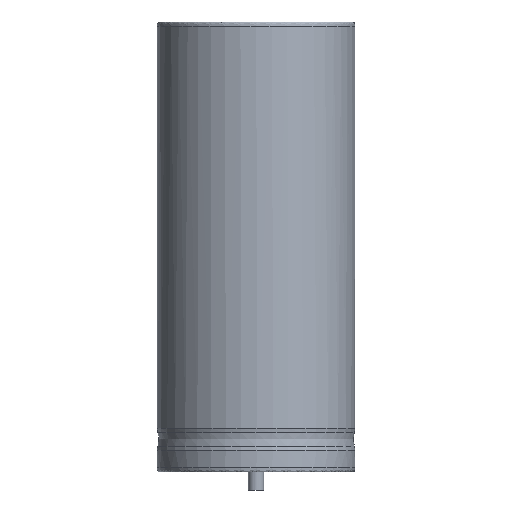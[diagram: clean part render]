
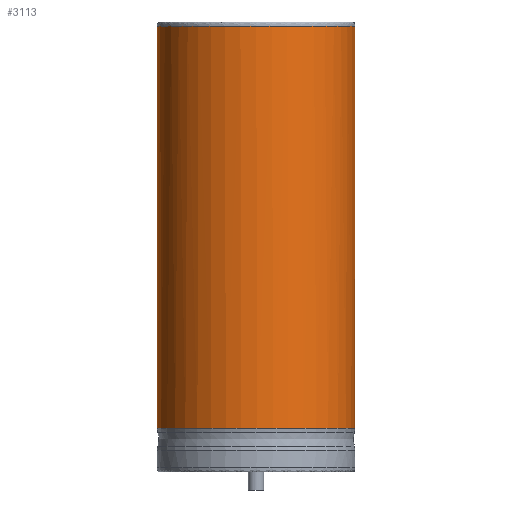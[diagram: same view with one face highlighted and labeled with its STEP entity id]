
A CAD part, left-side view. The second image highlights one B-rep face of the part: STEP entity #3113.
In plain terms, the highlighted free-form (B-spline) face has degree [2, 1] with [7, 2] control points.
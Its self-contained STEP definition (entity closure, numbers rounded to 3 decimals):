
#3113 = ADVANCED_FACE('',(#3114),#3182,.T.);
#3114 = FACE_BOUND('',#3115,.T.);
#3115 = EDGE_LOOP('',(#3116,#3130,#3137,#3177));
#3116 = ORIENTED_EDGE('',*,*,#3117,.T.);
#3117 = EDGE_CURVE('',#3118,#3120,#3122,.T.);
#3118 = VERTEX_POINT('',#3119);
#3119 = CARTESIAN_POINT('',(15.163,-4.21,49.545)
  );
#3120 = VERTEX_POINT('',#3121);
#3121 = CARTESIAN_POINT('',(15.163,4.21,49.545));
#3122 = ( BOUNDED_CURVE() B_SPLINE_CURVE(2,(#3123,#3124,#3125,#3126,
#3127,#3128,#3129),.UNSPECIFIED.,.F.,.F.) B_SPLINE_CURVE_WITH_KNOTS((3,2
    ,2,3),(0.,1.833,3.665,5.498),
.PIECEWISE_BEZIER_KNOTS.) CURVE() GEOMETRIC_REPRESENTATION_ITEM() 
RATIONAL_B_SPLINE_CURVE((1.,0.609,1.,0.609,1.,
0.609,1.)) REPRESENTATION_ITEM('') );
#3123 = CARTESIAN_POINT('',(15.163,-4.21,49.545)
  );
#3124 = CARTESIAN_POINT('',(9.677,-17.454,49.545));
#3125 = CARTESIAN_POINT('',(-1.696,-8.727,49.545)
  );
#3126 = CARTESIAN_POINT('',(-13.069,0.,
    49.545));
#3127 = CARTESIAN_POINT('',(-1.696,8.727,49.545));
#3128 = CARTESIAN_POINT('',(9.677,17.454,49.545));
#3129 = CARTESIAN_POINT('',(15.163,4.21,49.545));
#3130 = ORIENTED_EDGE('',*,*,#3131,.F.);
#3131 = EDGE_CURVE('',#3132,#3120,#3134,.T.);
#3132 = VERTEX_POINT('',#3133);
#3133 = CARTESIAN_POINT('',(15.163,4.21,
    4.852));
#3134 = B_SPLINE_CURVE_WITH_KNOTS('',1,(#3135,#3136),.UNSPECIFIED.,.F.,
  .F.,(2,2),(0.135,19.8),.PIECEWISE_BEZIER_KNOTS.);
#3135 = CARTESIAN_POINT('',(15.163,4.21,
    4.852));
#3136 = CARTESIAN_POINT('',(15.163,4.21,49.545));
#3137 = ORIENTED_EDGE('',*,*,#3138,.F.);
#3138 = EDGE_CURVE('',#3139,#3132,#3141,.T.);
#3139 = VERTEX_POINT('',#3140);
#3140 = CARTESIAN_POINT('',(15.163,-4.21,
    4.852));
#3141 = B_SPLINE_CURVE_WITH_KNOTS('',12,(#3142,#3143,#3144,#3145,#3146,
    #3147,#3148,#3149,#3150,#3151,#3152,#3153,#3154,#3155,#3156,#3157,
    #3158,#3159,#3160,#3161,#3162,#3163,#3164,#3165,#3166,#3167,#3168,
    #3169,#3170,#3171,#3172,#3173,#3174,#3175,#3176),.UNSPECIFIED.,.F.,
  .F.,(13,11,11,13),(-2.577,0.,60.476,
    63.052),.UNSPECIFIED.);
#3142 = CARTESIAN_POINT('',(16.149,-1.829,
    4.852));
#3143 = CARTESIAN_POINT('',(16.066,-2.029,
    4.852));
#3144 = CARTESIAN_POINT('',(15.983,-2.228,
    4.852));
#3145 = CARTESIAN_POINT('',(15.901,-2.427,
    4.852));
#3146 = CARTESIAN_POINT('',(15.818,-2.626,
    4.852));
#3147 = CARTESIAN_POINT('',(15.736,-2.825,
    4.852));
#3148 = CARTESIAN_POINT('',(15.654,-3.024,
    4.852));
#3149 = CARTESIAN_POINT('',(15.572,-3.222,
    4.852));
#3150 = CARTESIAN_POINT('',(15.49,-3.42,
    4.852));
#3151 = CARTESIAN_POINT('',(15.408,-3.618,
    4.852));
#3152 = CARTESIAN_POINT('',(15.326,-3.815,
    4.852));
#3153 = CARTESIAN_POINT('',(15.244,-4.013,
    4.852));
#3154 = CARTESIAN_POINT('',(13.247,-8.833,
    4.852));
#3155 = CARTESIAN_POINT('',(9.007,-12.577,
    4.852));
#3156 = CARTESIAN_POINT('',(2.886,-14.06,
    4.852));
#3157 = CARTESIAN_POINT('',(-3.677,-12.131,
    4.852));
#3158 = CARTESIAN_POINT('',(-8.564,-7.316,
    4.852));
#3159 = CARTESIAN_POINT('',(-11.014,0.,
    4.852));
#3160 = CARTESIAN_POINT('',(-8.564,7.316,
    4.852));
#3161 = CARTESIAN_POINT('',(-3.677,12.131,
    4.852));
#3162 = CARTESIAN_POINT('',(2.886,14.06,
    4.852));
#3163 = CARTESIAN_POINT('',(9.007,12.577,
    4.852));
#3164 = CARTESIAN_POINT('',(13.247,8.833,
    4.852));
#3165 = CARTESIAN_POINT('',(15.244,4.013,
    4.852));
#3166 = CARTESIAN_POINT('',(15.326,3.815,
    4.852));
#3167 = CARTESIAN_POINT('',(15.408,3.618,
    4.852));
#3168 = CARTESIAN_POINT('',(15.49,3.42,
    4.852));
#3169 = CARTESIAN_POINT('',(15.572,3.222,
    4.852));
#3170 = CARTESIAN_POINT('',(15.654,3.024,
    4.852));
#3171 = CARTESIAN_POINT('',(15.736,2.825,
    4.852));
#3172 = CARTESIAN_POINT('',(15.818,2.626,
    4.852));
#3173 = CARTESIAN_POINT('',(15.901,2.427,4.852
    ));
#3174 = CARTESIAN_POINT('',(15.983,2.228,
    4.852));
#3175 = CARTESIAN_POINT('',(16.066,2.029,
    4.852));
#3176 = CARTESIAN_POINT('',(16.149,1.829,
    4.852));
#3177 = ORIENTED_EDGE('',*,*,#3178,.T.);
#3178 = EDGE_CURVE('',#3139,#3118,#3179,.T.);
#3179 = B_SPLINE_CURVE_WITH_KNOTS('',1,(#3180,#3181),.UNSPECIFIED.,.F.,
  .F.,(2,2),(0.135,19.8),.PIECEWISE_BEZIER_KNOTS.);
#3180 = CARTESIAN_POINT('',(15.163,-4.21,
    4.852));
#3181 = CARTESIAN_POINT('',(15.163,-4.21,49.545)
  );
#3182 = ( BOUNDED_SURFACE() B_SPLINE_SURFACE(2,1,(
    (#3183,#3184)
    ,(#3185,#3186)
    ,(#3187,#3188)
    ,(#3189,#3190)
    ,(#3191,#3192)
    ,(#3193,#3194)
    ,(#3195,#3196
)),.UNSPECIFIED.,.F.,.F.,.F.) B_SPLINE_SURFACE_WITH_KNOTS((3,2,2,3),(2,2
    ),(0.785,2.618,4.451,6.283),(
    0.135,19.8),.PIECEWISE_BEZIER_KNOTS.) 
GEOMETRIC_REPRESENTATION_ITEM() RATIONAL_B_SPLINE_SURFACE((
    (1.,1.)
    ,(0.609,0.609)
    ,(1.,1.)
    ,(0.609,0.609)
    ,(1.,1.)
    ,(0.609,0.609)
,(1.,1.))) REPRESENTATION_ITEM('') SURFACE() );
#3183 = CARTESIAN_POINT('',(15.163,4.21,
    4.852));
#3184 = CARTESIAN_POINT('',(15.163,4.21,49.545));
#3185 = CARTESIAN_POINT('',(9.677,17.454,
    4.852));
#3186 = CARTESIAN_POINT('',(9.677,17.454,49.545));
#3187 = CARTESIAN_POINT('',(-1.696,8.727,
    4.852));
#3188 = CARTESIAN_POINT('',(-1.696,8.727,49.545));
#3189 = CARTESIAN_POINT('',(-13.069,0.,
    4.852));
#3190 = CARTESIAN_POINT('',(-13.069,0.,
    49.545));
#3191 = CARTESIAN_POINT('',(-1.696,-8.727,
    4.852));
#3192 = CARTESIAN_POINT('',(-1.696,-8.727,49.545)
  );
#3193 = CARTESIAN_POINT('',(9.677,-17.454,4.852
    ));
#3194 = CARTESIAN_POINT('',(9.677,-17.454,49.545));
#3195 = CARTESIAN_POINT('',(15.163,-4.21,
    4.852));
#3196 = CARTESIAN_POINT('',(15.163,-4.21,49.545)
  );
